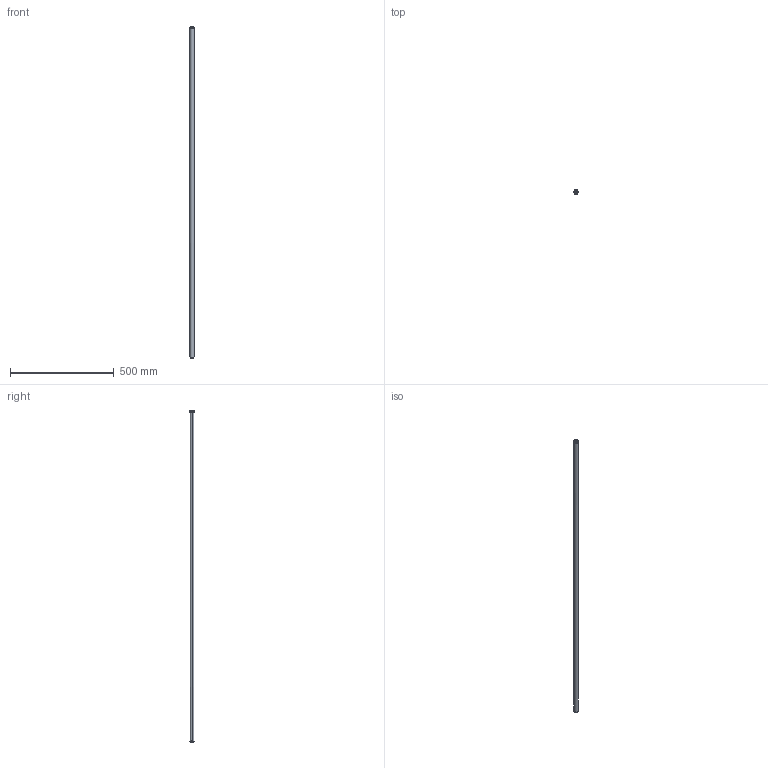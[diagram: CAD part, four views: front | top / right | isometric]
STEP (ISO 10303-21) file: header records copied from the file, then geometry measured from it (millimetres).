
FILE_DESCRIPTION (( 'STEP AP214' ), '1' );
FILE_NAME ('0186-0589_160331_PL01-20x1600!1540-LC.STEP', '2016-03-31T13:43:22', ( '' ), ( '' ), 'SwSTEP 2.0', 'SolidWorks 2016', '' );
FILE_SCHEMA (( 'AUTOMOTIVE_DESIGN' ));
Length unit declared in the file: millimetre
Products named in the file (1): 0186-0589_160331_PL01-20x1600!1540-LC
Bounding box: 20 x 20 x 1600 mm (x, y, z)
Volume: 500605.6 mm3; surface area: 102129.7 mm2
Topology: 1 solids, 1 shells, 61 faces, 158 edges, 101 vertices
Faces by surface type: plane 21, cylinder 18, torus 12, cone 10
Entity records: 2144 total; most frequent: CARTESIAN_POINT 615, ORIENTED_EDGE 312, DIRECTION 300, EDGE_CURVE 156, AXIS2_PLACEMENT_3D 122, VERTEX_POINT 101, EDGE_LOOP 65, FACE_OUTER_BOUND 61
